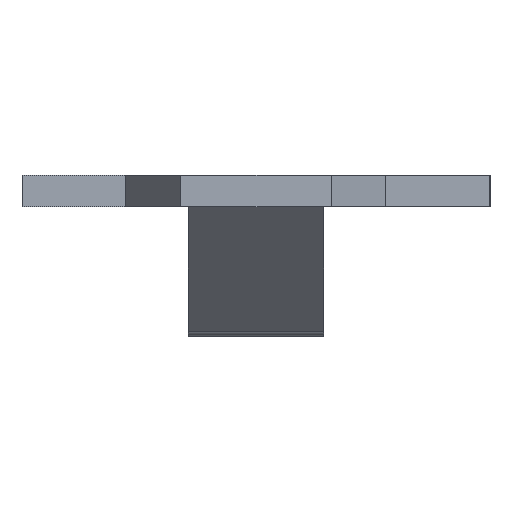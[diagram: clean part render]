
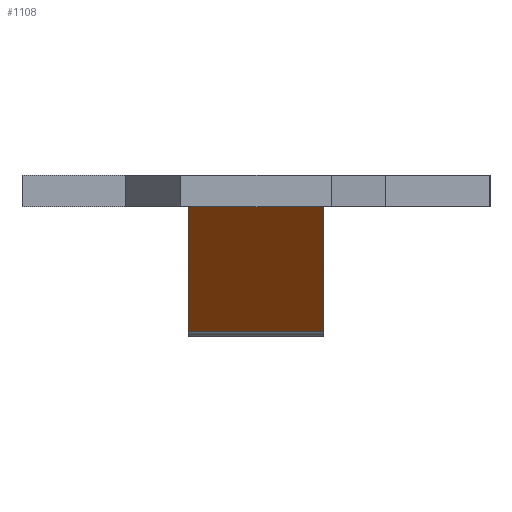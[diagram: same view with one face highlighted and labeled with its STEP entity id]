
A CAD part, left-side view. The second image highlights one B-rep face of the part: STEP entity #1108.
In plain terms, the highlighted planar face has unit normal (-0.707, 0, -0.707).
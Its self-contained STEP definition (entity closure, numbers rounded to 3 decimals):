
#5 = VECTOR ( 'NONE', #1115, 1000. ) ;
#18 = CARTESIAN_POINT ( 'NONE',  ( -11.437, -9.657, 0. ) ) ;
#20 = CARTESIAN_POINT ( 'NONE',  ( 0.813, -9.657, -12.25 ) ) ;
#35 = DIRECTION ( 'NONE',  ( 0., -1., 0. ) ) ;
#107 = DIRECTION ( 'NONE',  ( 0., 1., 0. ) ) ;
#139 = LINE ( 'NONE', #228, #5 ) ;
#194 = ORIENTED_EDGE ( 'NONE', *, *, #861, .F. ) ;
#226 = VERTEX_POINT ( 'NONE', #18 ) ;
#228 = CARTESIAN_POINT ( 'NONE',  ( -11.437, -9.657, 0. ) ) ;
#263 = LINE ( 'NONE', #802, #787 ) ;
#279 = ORIENTED_EDGE ( 'NONE', *, *, #838, .F. ) ;
#295 = CARTESIAN_POINT ( 'NONE',  ( 0.563, -9.657, -12. ) ) ;
#323 = LINE ( 'NONE', #20, #971 ) ;
#329 = DIRECTION ( 'NONE',  ( -0.707, 0., 0.707 ) ) ;
#378 = ORIENTED_EDGE ( 'NONE', *, *, #1009, .F. ) ;
#458 = ORIENTED_EDGE ( 'NONE', *, *, #1098, .F. ) ;
#573 = VERTEX_POINT ( 'NONE', #1033 ) ;
#625 = VERTEX_POINT ( 'NONE', #666 ) ;
#657 = LINE ( 'NONE', #914, #1099 ) ;
#666 = CARTESIAN_POINT ( 'NONE',  ( -11.437, 3.343, 0. ) ) ;
#675 = EDGE_LOOP ( 'NONE', ( #194, #458, #378, #279 ) ) ;
#714 = CARTESIAN_POINT ( 'NONE',  ( 0.563, -9.657, -12. ) ) ;
#787 = VECTOR ( 'NONE', #107, 1000. ) ;
#802 = CARTESIAN_POINT ( 'NONE',  ( 0.563, 3.343, -12. ) ) ;
#817 = PLANE ( 'NONE',  #933 ) ;
#823 = DIRECTION ( 'NONE',  ( -0.707, 0., -0.707 ) ) ;
#838 = EDGE_CURVE ( 'NONE', #906, #573, #263, .T. ) ;
#861 = EDGE_CURVE ( 'NONE', #226, #906, #323, .T. ) ;
#906 = VERTEX_POINT ( 'NONE', #295 ) ;
#914 = CARTESIAN_POINT ( 'NONE',  ( 0.813, 3.343, -12.25 ) ) ;
#933 = AXIS2_PLACEMENT_3D ( 'NONE', #714, #823, #35 ) ;
#971 = VECTOR ( 'NONE', #985, 1000. ) ;
#985 = DIRECTION ( 'NONE',  ( 0.707, 0., -0.707 ) ) ;
#1009 = EDGE_CURVE ( 'NONE', #573, #625, #657, .T. ) ;
#1022 = FACE_OUTER_BOUND ( 'NONE', #675, .T. ) ;
#1033 = CARTESIAN_POINT ( 'NONE',  ( 0.563, 3.343, -12. ) ) ;
#1098 = EDGE_CURVE ( 'NONE', #625, #226, #139, .T. ) ;
#1099 = VECTOR ( 'NONE', #329, 1000. ) ;
#1108 = ADVANCED_FACE ( 'NONE', ( #1022 ), #817, .T. ) ;
#1115 = DIRECTION ( 'NONE',  ( 0., -1., 0. ) ) ;
